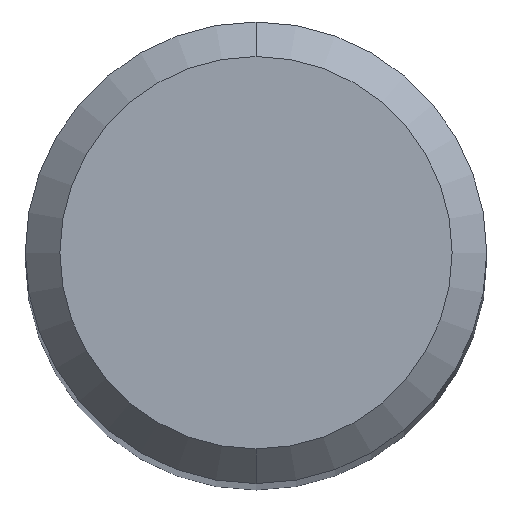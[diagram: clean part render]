
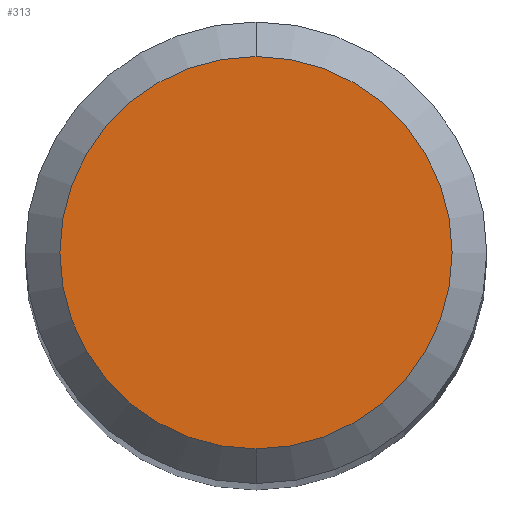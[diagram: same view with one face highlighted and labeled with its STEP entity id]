
A CAD part, top view. The second image highlights one B-rep face of the part: STEP entity #313.
In plain terms, the highlighted planar face has unit normal (0, 0, 1).
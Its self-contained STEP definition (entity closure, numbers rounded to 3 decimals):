
#183=VERTEX_POINT('',#498);
#185=EDGE_CURVE('',#283,#183,#500,.T.);
#283=VERTEX_POINT('',#608);
#289=EDGE_CURVE('',#183,#283,#615,.T.);
#313=ADVANCED_FACE('',(#640),#641,.T.);
#498=CARTESIAN_POINT('',(0.0,1.7,0.0));
#500=CIRCLE('',#843,1.7);
#608=CARTESIAN_POINT('',(0.,-1.7,0.0));
#615=CIRCLE('',#1064,1.7);
#640=FACE_OUTER_BOUND('',#1098,.T.);
#641=PLANE('',#1099);
#843=AXIS2_PLACEMENT_3D('',#1481,#1482,#1483);
#1064=AXIS2_PLACEMENT_3D('',#1607,#1608,#1609);
#1098=EDGE_LOOP('',(#1623,#1624));
#1099=AXIS2_PLACEMENT_3D('',#1625,#1626,#1627);
#1481=CARTESIAN_POINT('',(0.0,0.0,0.0));
#1482=DIRECTION('',(0.0,0.0,-1.0));
#1483=DIRECTION('',(0.0,1.0,0.0));
#1607=CARTESIAN_POINT('',(0.0,0.0,0.0));
#1608=DIRECTION('',(0.0,0.0,-1.0));
#1609=DIRECTION('',(0.0,1.0,0.0));
#1623=ORIENTED_EDGE('',*,*,#289,.F.);
#1624=ORIENTED_EDGE('',*,*,#185,.F.);
#1625=CARTESIAN_POINT('',(0.0,0.85,0.0));
#1626=DIRECTION('',(-0.0,0.0,1.0));
#1627=DIRECTION('',(0.0,-1.0,0.0));
